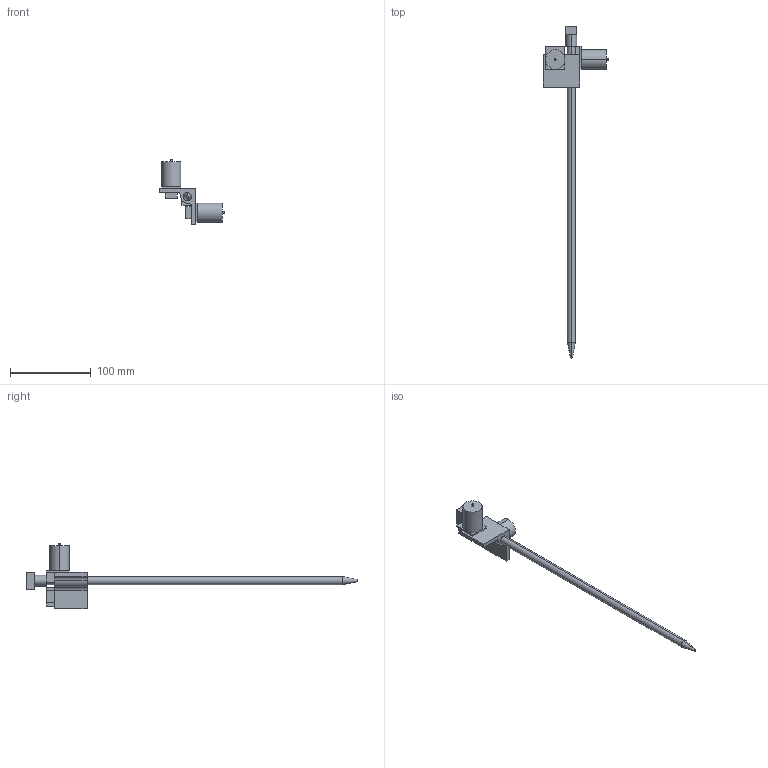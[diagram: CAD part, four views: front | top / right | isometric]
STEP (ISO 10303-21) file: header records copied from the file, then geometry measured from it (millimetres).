
FILE_DESCRIPTION (( 'STEP AP214' ), '1' );
FILE_NAME ('FullAssembly.STEP', '2018-02-17T01:36:02', ( '' ), ( '' ), 'SwSTEP 2.0', 'SolidWorks 2016', '' );
FILE_SCHEMA (( 'AUTOMOTIVE_DESIGN' ));
Length unit declared in the file: inch
Products named in the file (5): PencilBalancingMount; TopofPencilBalancer; motor; Pencil; FullAssembly
Assembly tree (5 placements, depth 2):
  FullAssembly
    Pencil
    motor  x2
    TopofPencilBalancer
    PencilBalancingMount
Bounding box: 81.3 x 410 x 81.3 mm (x, y, z)
Volume: 89231.1 mm3; surface area: 33044.5 mm2
Topology: 5 solids, 5 shells, 69 faces, 154 edges, 98 vertices
Faces by surface type: plane 47, cylinder 20, cone 2
Entity records: 1649 total; most frequent: DIRECTION 269, CARTESIAN_POINT 246, ORIENTED_EDGE 228, EDGE_CURVE 114, AXIS2_PLACEMENT_3D 96, VECTOR 77, LINE 77, VERTEX_POINT 73
